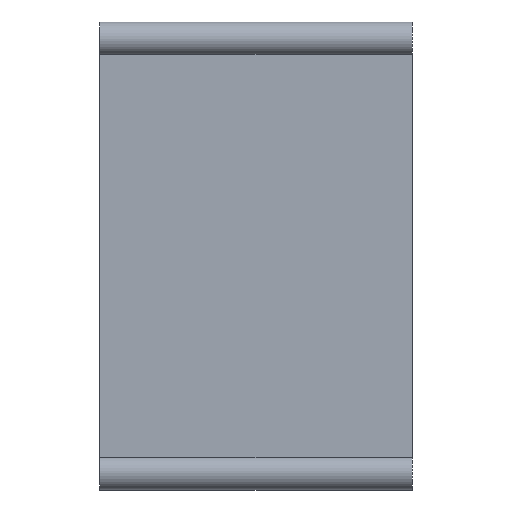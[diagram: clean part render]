
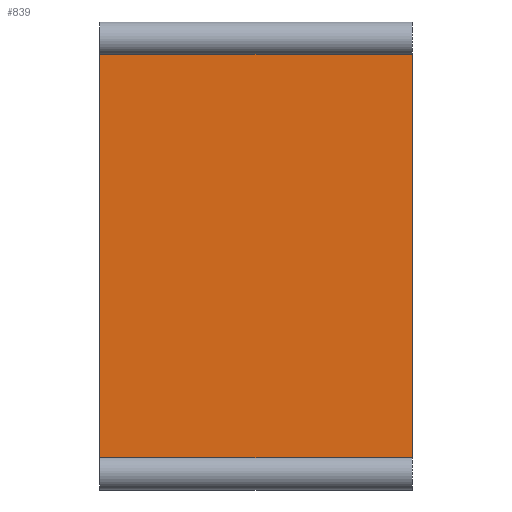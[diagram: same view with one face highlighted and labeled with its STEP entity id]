
A CAD part, front view. The second image highlights one B-rep face of the part: STEP entity #839.
In plain terms, the highlighted planar face has unit normal (0, -1, 0).
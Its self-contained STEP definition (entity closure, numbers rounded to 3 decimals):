
#28=PLANE('',#927);
#75=FACE_OUTER_BOUND('',#122,.T.);
#122=EDGE_LOOP('',(#629,#630,#631,#632));
#164=LINE('',#1232,#265);
#172=LINE('',#1254,#273);
#182=LINE('',#1284,#283);
#183=LINE('',#1285,#284);
#265=VECTOR('',#1009,10.);
#273=VECTOR('',#1027,10.);
#283=VECTOR('',#1053,10.);
#284=VECTOR('',#1054,10.);
#389=VERTEX_POINT('',#1228);
#391=VERTEX_POINT('',#1231);
#398=VERTEX_POINT('',#1247);
#400=VERTEX_POINT('',#1252);
#473=EDGE_CURVE('',#391,#389,#164,.T.);
#484=EDGE_CURVE('',#398,#400,#172,.T.);
#498=EDGE_CURVE('',#398,#389,#182,.T.);
#499=EDGE_CURVE('',#400,#391,#183,.T.);
#629=ORIENTED_EDGE('',*,*,#473,.T.);
#630=ORIENTED_EDGE('',*,*,#498,.F.);
#631=ORIENTED_EDGE('',*,*,#484,.T.);
#632=ORIENTED_EDGE('',*,*,#499,.T.);
#839=ADVANCED_FACE('',(#75),#28,.T.);
#927=AXIS2_PLACEMENT_3D('',#1283,#1051,#1052);
#1009=DIRECTION('',(1.,0.,0.));
#1027=DIRECTION('',(-1.,0.,0.));
#1051=DIRECTION('center_axis',(0.,-1.,0.));
#1052=DIRECTION('ref_axis',(0.,0.,-1.));
#1053=DIRECTION('',(0.,0.,-1.));
#1054=DIRECTION('',(0.,0.,-1.));
#1228=CARTESIAN_POINT('',(46.,-13.,-29.709));
#1231=CARTESIAN_POINT('',(0.,-13.,-29.709));
#1232=CARTESIAN_POINT('',(46.,-13.,-29.709));
#1247=CARTESIAN_POINT('',(46.,-13.,29.709));
#1252=CARTESIAN_POINT('',(0.,-13.,29.709));
#1254=CARTESIAN_POINT('',(46.,-13.,29.709));
#1283=CARTESIAN_POINT('Origin',(0.,-13.,33.));
#1284=CARTESIAN_POINT('',(46.,-13.,33.));
#1285=CARTESIAN_POINT('',(0.,-13.,33.));
